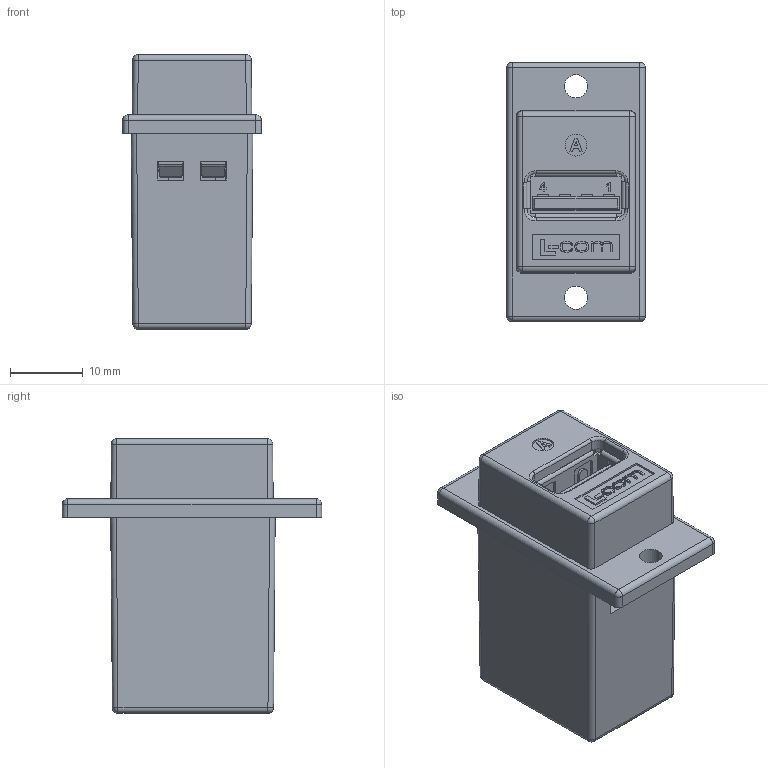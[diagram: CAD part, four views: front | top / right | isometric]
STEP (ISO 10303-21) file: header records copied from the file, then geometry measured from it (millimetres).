
FILE_DESCRIPTION (( 'STEP AP214' ), '1' );
FILE_NAME ('ECF504B-UAA.STEP', '2012-10-19T19:12:13', ( 'x' ), ( '' ), 'SwSTEP 2.0', 'SolidWorks 2012', '' );
FILE_SCHEMA (( 'AUTOMOTIVE_DESIGN' ));
Length unit declared in the file: inch
Products named in the file (7): 1AG01-074 BLACK (USB-A COVER_NEW LATCH)_TYPE B; 1AG01-070 BLACK (USB-A HSG_NEW LATCH)_TYPE A; 3AC11-008; 1AA05-019; 1BC01-008; 1AM07-030_AS INSTALLED IN ECF504-UAAS; ECF504B-UAA
Assembly tree (7 placements, depth 3):
  ECF504B-UAA
    1AM07-030_AS INSTALLED IN ECF504-UAAS
    3AC11-008
      1BC01-008
      1AA05-019  x2
    1AG01-070 BLACK (USB-A HSG_NEW LATCH)_TYPE A
    1AG01-074 BLACK (USB-A COVER_NEW LATCH)_TYPE B
Bounding box: 19.05 x 35.56 x 37.67 mm (x, y, z)
Volume: 8247.4 mm3; surface area: 11566.1 mm2
Topology: 6 solids, 6 shells, 1679 faces, 4573 edges, 2986 vertices
Faces by surface type: plane 993, cylinder 362, bspline 284, torus 20, sphere 16, cone 4
Entity records: 57844 total; most frequent: CARTESIAN_POINT 18943, ORIENTED_EDGE 7828, DIRECTION 6090, EDGE_CURVE 3914, VECTOR 2752, LINE 2752, VERTEX_POINT 2558, AXIS2_PLACEMENT_3D 1669
